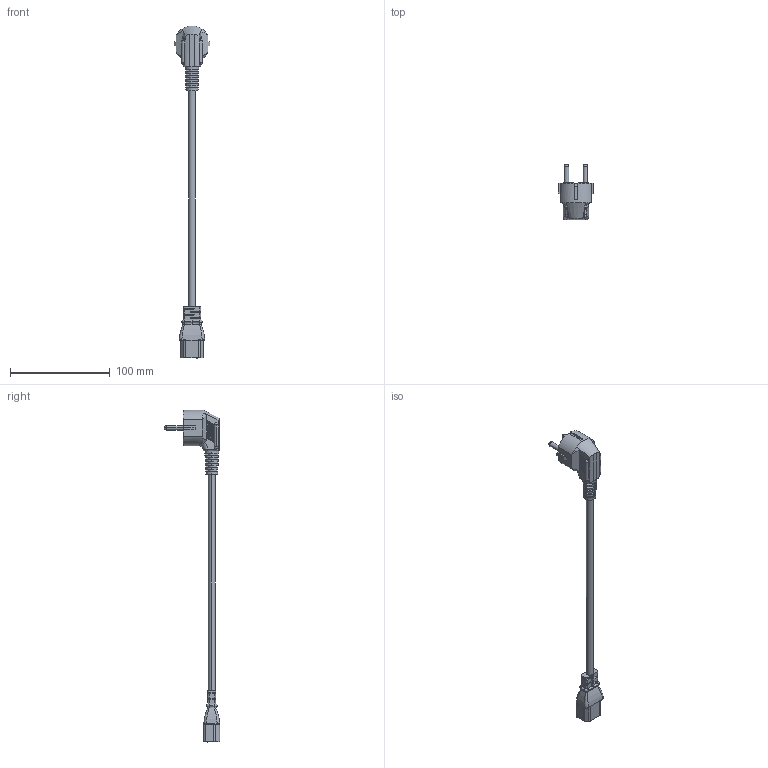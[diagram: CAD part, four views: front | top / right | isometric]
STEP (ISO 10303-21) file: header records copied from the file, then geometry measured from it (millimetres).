
FILE_DESCRIPTION (( 'STEP AP203' ), '1' );
FILE_NAME ('IPCFDC13-10A-2M_3D.STEP', '2022-04-20T22:40:18', ( '' ), ( '' ), 'SwSTEP 2.0', 'SolidWorks 2021', '' );
FILE_SCHEMA (( 'CONFIG_CONTROL_DESIGN' ));
Length unit declared in the file: inch
Products named in the file (4): SF-82 IEC 320 C13 FEM PWR PLUG; IPCFDC13-10A-2M_3D; SF-04 TYPE F (EUR) RT-ANG 16A 250V AC PWR PLUG_Varsayilan; H05VV-F 3G Cord (for 44-423-02M)
Assembly tree (3 placements, depth 2):
  IPCFDC13-10A-2M_3D
    SF-04 TYPE F (EUR) RT-ANG 16A 250V AC PWR PLUG_Varsayilan
    H05VV-F 3G Cord (for 44-423-02M)
    SF-82 IEC 320 C13 FEM PWR PLUG
Bounding box: 35.99 x 55.42 x 333 mm (x, y, z)
Volume: 52007.9 mm3; surface area: 21806.4 mm2
Topology: 6 solids, 6 shells, 639 faces, 1743 edges, 1080 vertices
Faces by surface type: plane 281, cylinder 212, sphere 56, bspline 47, torus 28, cone 15
Entity records: 21943 total; most frequent: CARTESIAN_POINT 5638, ORIENTED_EDGE 3354, DIRECTION 3336, EDGE_CURVE 1677, AXIS2_PLACEMENT_3D 1195, VERTEX_POINT 1048, LINE 946, VECTOR 946
